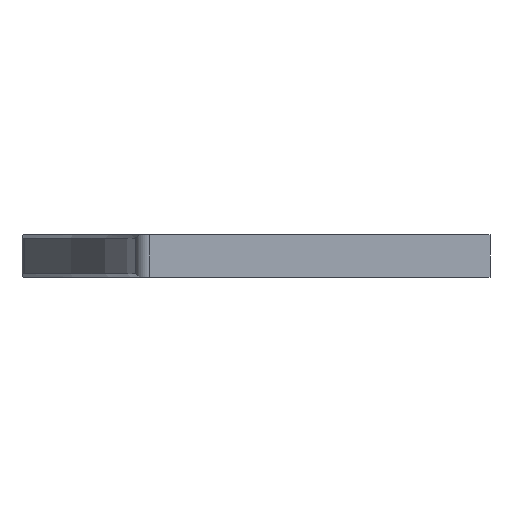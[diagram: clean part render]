
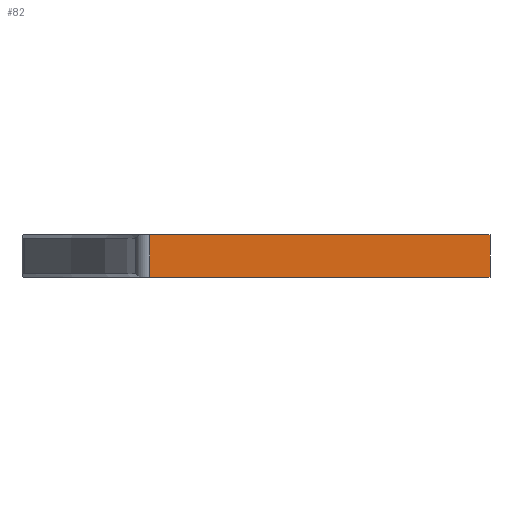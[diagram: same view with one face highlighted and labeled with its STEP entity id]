
A CAD part, front view. The second image highlights one B-rep face of the part: STEP entity #82.
In plain terms, the highlighted planar face has unit normal (0, -1, 0).
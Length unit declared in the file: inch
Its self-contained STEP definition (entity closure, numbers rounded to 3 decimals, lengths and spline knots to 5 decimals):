
#30 = DIRECTION ( 'NONE',  ( 0., 0., -1. ) ) ;
#35 = CARTESIAN_POINT ( 'NONE',  ( 5.62861, 0., 0. ) ) ;
#43 = PLANE ( 'NONE',  #759 ) ;
#82 = ADVANCED_FACE ( 'NONE', ( #433 ), #43, .T. ) ;
#112 = EDGE_CURVE ( 'NONE', #918, #958, #192, .T. ) ;
#121 = LINE ( 'NONE', #1004, #240 ) ;
#149 = EDGE_CURVE ( 'NONE', #918, #506, #200, .T. ) ;
#192 = LINE ( 'NONE', #987, #1014 ) ;
#194 = CARTESIAN_POINT ( 'NONE',  ( 5.62861, 0., -0.3735 ) ) ;
#200 = LINE ( 'NONE', #592, #238 ) ;
#238 = VECTOR ( 'NONE', #765, 39.37008 ) ;
#240 = VECTOR ( 'NONE', #606, 39.37008 ) ;
#283 = CARTESIAN_POINT ( 'NONE',  ( 8.63, 0., 0. ) ) ;
#407 = CARTESIAN_POINT ( 'NONE',  ( 8.63, 0., -0.3735 ) ) ;
#433 = FACE_OUTER_BOUND ( 'NONE', #756, .T. ) ;
#506 = VERTEX_POINT ( 'NONE', #283 ) ;
#518 = CARTESIAN_POINT ( 'NONE',  ( 5.505, 0., -0.3735 ) ) ;
#524 = CARTESIAN_POINT ( 'NONE',  ( 8.63, 0., -0.3735 ) ) ;
#592 = CARTESIAN_POINT ( 'NONE',  ( 5.505, 0., 0. ) ) ;
#606 = DIRECTION ( 'NONE',  ( 1., 0., 0. ) ) ;
#672 = ORIENTED_EDGE ( 'NONE', *, *, #112, .T. ) ;
#728 = ORIENTED_EDGE ( 'NONE', *, *, #956, .T. ) ;
#755 = DIRECTION ( 'NONE',  ( 0., 0., -1. ) ) ;
#756 = EDGE_LOOP ( 'NONE', ( #806, #672, #728, #835 ) ) ;
#759 = AXIS2_PLACEMENT_3D ( 'NONE', #518, #931, #30 ) ;
#765 = DIRECTION ( 'NONE',  ( 1., 0., 0. ) ) ;
#806 = ORIENTED_EDGE ( 'NONE', *, *, #149, .F. ) ;
#828 = VECTOR ( 'NONE', #846, 39.37008 ) ;
#835 = ORIENTED_EDGE ( 'NONE', *, *, #1010, .T. ) ;
#846 = DIRECTION ( 'NONE',  ( 0., 0., 1. ) ) ;
#896 = VERTEX_POINT ( 'NONE', #407 ) ;
#918 = VERTEX_POINT ( 'NONE', #35 ) ;
#931 = DIRECTION ( 'NONE',  ( 0., -1., 0. ) ) ;
#956 = EDGE_CURVE ( 'NONE', #958, #896, #121, .T. ) ;
#958 = VERTEX_POINT ( 'NONE', #194 ) ;
#987 = CARTESIAN_POINT ( 'NONE',  ( 5.62861, 0., -0.3425 ) ) ;
#1004 = CARTESIAN_POINT ( 'NONE',  ( 5.505, 0., -0.3735 ) ) ;
#1010 = EDGE_CURVE ( 'NONE', #896, #506, #1017, .T. ) ;
#1014 = VECTOR ( 'NONE', #755, 39.37008 ) ;
#1017 = LINE ( 'NONE', #524, #828 ) ;
